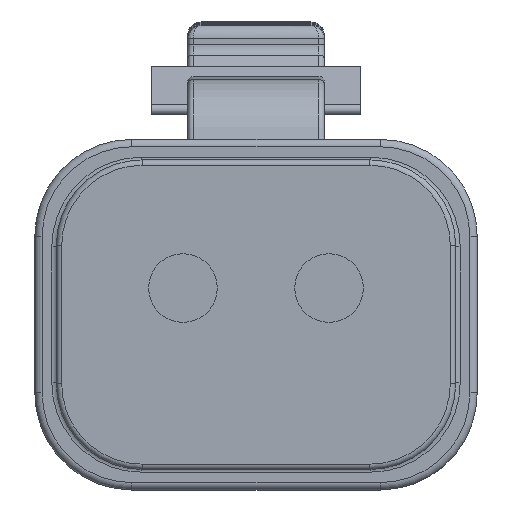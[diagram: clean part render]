
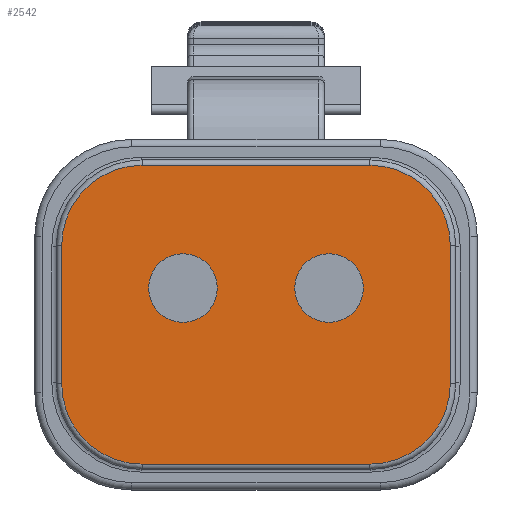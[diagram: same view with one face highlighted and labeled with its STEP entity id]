
A CAD part, front view. The second image highlights one B-rep face of the part: STEP entity #2542.
In plain terms, the highlighted planar face has unit normal (0, -1, 0).
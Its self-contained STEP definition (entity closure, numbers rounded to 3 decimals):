
#644=PLANE('',#9512);
#1553=LINE('',#19107,#1971);
#1554=LINE('',#19112,#1972);
#1555=LINE('',#19116,#1973);
#1556=LINE('',#19120,#1974);
#1971=VECTOR('',#11810,1.);
#1972=VECTOR('',#11813,1.);
#1973=VECTOR('',#11816,1.);
#1974=VECTOR('',#11819,1.);
#2542=ADVANCED_FACE('',(#2824,#2825,#2826),#644,.F.);
#2824=FACE_BOUND('',#3371,.T.);
#2825=FACE_BOUND('',#3372,.T.);
#2826=FACE_BOUND('',#3373,.T.);
#3371=EDGE_LOOP('',(#5812,#5813,#5814,#5815,#5816,#5817,#5818,#5819));
#3372=EDGE_LOOP('',(#5820));
#3373=EDGE_LOOP('',(#5821));
#5812=ORIENTED_EDGE('',*,*,#7947,.T.);
#5813=ORIENTED_EDGE('',*,*,#7948,.T.);
#5814=ORIENTED_EDGE('',*,*,#7949,.T.);
#5815=ORIENTED_EDGE('',*,*,#7950,.T.);
#5816=ORIENTED_EDGE('',*,*,#7951,.T.);
#5817=ORIENTED_EDGE('',*,*,#7952,.T.);
#5818=ORIENTED_EDGE('',*,*,#7953,.T.);
#5819=ORIENTED_EDGE('',*,*,#7954,.T.);
#5820=ORIENTED_EDGE('',*,*,#6740,.F.);
#5821=ORIENTED_EDGE('',*,*,#7946,.F.);
#5972=VERTEX_POINT('',#11992);
#6699=VERTEX_POINT('',#19105);
#6700=VERTEX_POINT('',#19108);
#6701=VERTEX_POINT('',#19109);
#6702=VERTEX_POINT('',#19111);
#6703=VERTEX_POINT('',#19113);
#6704=VERTEX_POINT('',#19115);
#6705=VERTEX_POINT('',#19117);
#6706=VERTEX_POINT('',#19119);
#6707=VERTEX_POINT('',#19121);
#6740=EDGE_CURVE('',#5972,#5972,#8019,.T.);
#7946=EDGE_CURVE('',#6699,#6699,#8547,.T.);
#7947=EDGE_CURVE('',#6700,#6701,#1553,.T.);
#7948=EDGE_CURVE('',#6701,#6702,#8548,.T.);
#7949=EDGE_CURVE('',#6702,#6703,#1554,.T.);
#7950=EDGE_CURVE('',#6703,#6704,#8549,.T.);
#7951=EDGE_CURVE('',#6704,#6705,#1555,.T.);
#7952=EDGE_CURVE('',#6705,#6706,#8550,.T.);
#7953=EDGE_CURVE('',#6706,#6707,#1556,.T.);
#7954=EDGE_CURVE('',#6707,#6700,#8551,.T.);
#8019=CIRCLE('',#8585,1.28);
#8547=CIRCLE('',#9506,1.28);
#8548=CIRCLE('',#9508,3.);
#8549=CIRCLE('',#9509,3.);
#8550=CIRCLE('',#9510,3.);
#8551=CIRCLE('',#9511,3.);
#8585=AXIS2_PLACEMENT_3D('',#11991,#9582,#9583);
#9506=AXIS2_PLACEMENT_3D('',#19104,#11806,#11807);
#9508=AXIS2_PLACEMENT_3D('',#19110,#11811,#11812);
#9509=AXIS2_PLACEMENT_3D('',#19114,#11814,#11815);
#9510=AXIS2_PLACEMENT_3D('',#19118,#11817,#11818);
#9511=AXIS2_PLACEMENT_3D('',#19122,#11820,#11821);
#9512=AXIS2_PLACEMENT_3D('',#19123,#11822,#11823);
#9582=DIRECTION('',(0.,-1.,0.));
#9583=DIRECTION('',(1.,0.,0.));
#11806=DIRECTION('',(0.,-1.,0.));
#11807=DIRECTION('',(1.,0.,0.));
#11810=DIRECTION('',(-1.,0.,0.));
#11811=DIRECTION('',(0.,-1.,0.));
#11812=DIRECTION('',(0.,0.,1.));
#11813=DIRECTION('',(0.,0.,-1.));
#11814=DIRECTION('',(0.,-1.,0.));
#11815=DIRECTION('',(0.,0.,1.));
#11816=DIRECTION('',(1.,0.,0.));
#11817=DIRECTION('',(0.,-1.,0.));
#11818=DIRECTION('',(0.,0.,1.));
#11819=DIRECTION('',(0.,0.,1.));
#11820=DIRECTION('',(0.,-1.,0.));
#11821=DIRECTION('',(0.,0.,1.));
#11822=DIRECTION('',(0.,1.,0.));
#11823=DIRECTION('',(0.,0.,1.));
#11991=CARTESIAN_POINT('',(2.725,0.,0.995));
#11992=CARTESIAN_POINT('',(4.005,0.,0.995));
#19104=CARTESIAN_POINT('',(-2.725,0.,0.995));
#19105=CARTESIAN_POINT('',(-1.445,0.,0.995));
#19107=CARTESIAN_POINT('',(4.25,0.,5.575));
#19108=CARTESIAN_POINT('',(4.25,0.,5.575));
#19109=CARTESIAN_POINT('',(-4.25,0.,5.575));
#19110=CARTESIAN_POINT('',(-4.25,0.,2.575));
#19111=CARTESIAN_POINT('',(-7.25,0.,2.575));
#19112=CARTESIAN_POINT('',(-7.25,0.,2.575));
#19113=CARTESIAN_POINT('',(-7.25,0.,-2.575));
#19114=CARTESIAN_POINT('',(-4.25,0.,-2.575));
#19115=CARTESIAN_POINT('',(-4.25,0.,-5.575));
#19116=CARTESIAN_POINT('',(4.25,0.,-5.575));
#19117=CARTESIAN_POINT('',(4.25,0.,-5.575));
#19118=CARTESIAN_POINT('',(4.25,0.,-2.575));
#19119=CARTESIAN_POINT('',(7.25,0.,-2.575));
#19120=CARTESIAN_POINT('',(7.25,0.,2.575));
#19121=CARTESIAN_POINT('',(7.25,0.,2.575));
#19122=CARTESIAN_POINT('',(4.25,0.,2.575));
#19123=CARTESIAN_POINT('',(4.25,0.,2.575));
